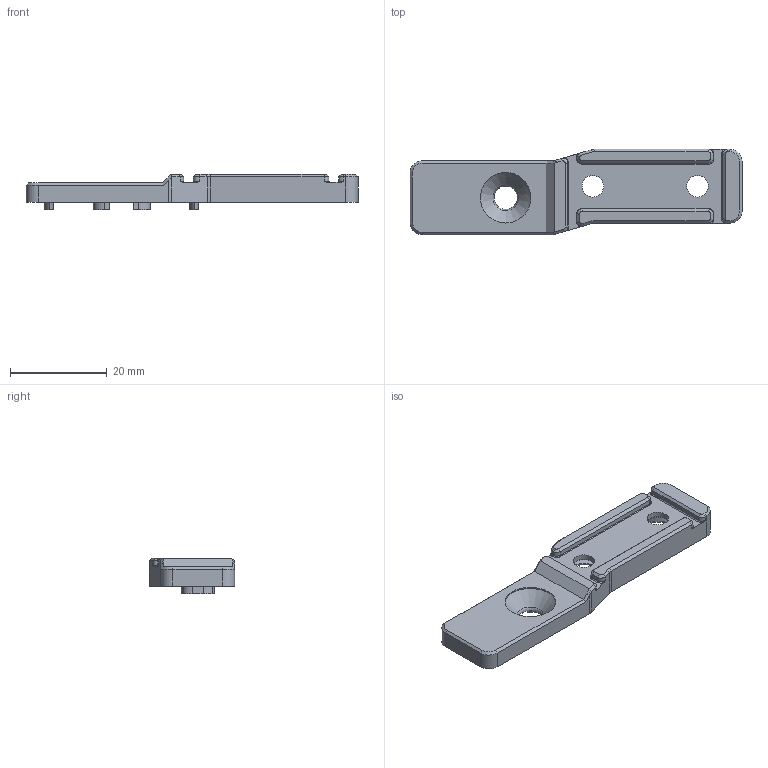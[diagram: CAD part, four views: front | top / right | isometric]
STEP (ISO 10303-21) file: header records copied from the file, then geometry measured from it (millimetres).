
FILE_DESCRIPTION(/* description */ (''),/* implementation_level */ '2;1');
FILE_NAME(/* name */ 'OSS_Legacy v17.step',/* time_stamp */ '2021-03-08T08:18:04-06:00',/* author */ (''),/* organization */ (''),/* preprocessor_version */ 'ST-DEVELOPER v18.1',/* originating_system */ 'Autodesk Translation Framework v9.10.0.1330',/* authorisation */ '');
FILE_SCHEMA (('AUTOMOTIVE_DESIGN { 1 0 10303 214 3 1 1 }'));
Length unit declared in the file: inch
Products named in the file (1): OSS_Legacy
Bounding box: 68.55 x 17.62 x 7.27 mm (x, y, z)
Volume: 4231.7 mm3; surface area: 3106.7 mm2
Topology: 1 solids, 1 shells, 154 faces, 381 edges, 232 vertices
Faces by surface type: plane 63, cylinder 46, cone 24, torus 15, bspline 6
Full cylindrical faces by diameter (mm): 4.454 x2, 9.119 x2, 10.439 x1
Entity records: 5260 total; most frequent: CARTESIAN_POINT 1552, DIRECTION 790, ORIENTED_EDGE 762, EDGE_CURVE 381, AXIS2_PLACEMENT_3D 286, VERTEX_POINT 232, LINE 218, VECTOR 218
